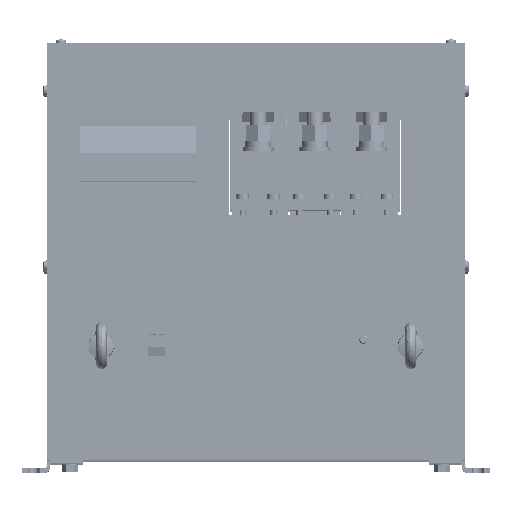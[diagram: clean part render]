
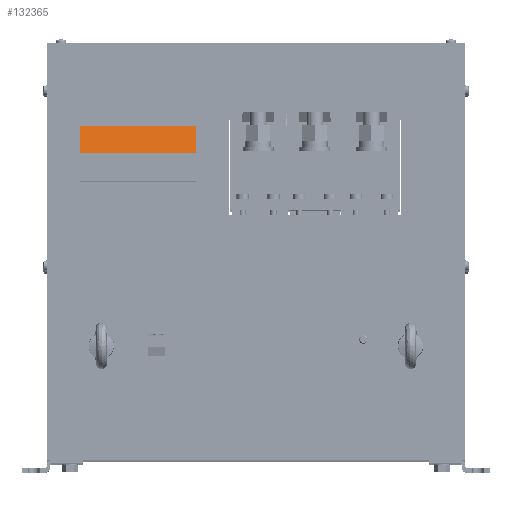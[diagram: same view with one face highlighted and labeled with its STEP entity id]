
A CAD part, top view. The second image highlights one B-rep face of the part: STEP entity #132365.
In plain terms, the highlighted planar face has unit normal (0, 0.259, 0.966).
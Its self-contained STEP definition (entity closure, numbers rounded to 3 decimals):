
#9172 = DIRECTION ( 'NONE',  ( 0., -0.259, -0.966 ) ) ;
#22709 = LINE ( 'NONE', #36360, #154999 ) ;
#22824 = EDGE_CURVE ( 'NONE', #202056, #46952, #232657, .T. ) ;
#28088 = PLANE ( 'NONE',  #53260 ) ;
#36360 = CARTESIAN_POINT ( 'NONE',  ( -133.2, 296.358, 578. ) ) ;
#43007 = DIRECTION ( 'NONE',  ( 0., 0.966, -0.259 ) ) ;
#43995 = DIRECTION ( 'NONE',  ( -1., 0., 0. ) ) ;
#46952 = VERTEX_POINT ( 'NONE', #151244 ) ;
#47039 = LINE ( 'NONE', #97438, #83330 ) ;
#50823 = CARTESIAN_POINT ( 'NONE',  ( -58., 296.358, 578. ) ) ;
#53260 = AXIS2_PLACEMENT_3D ( 'NONE', #169671, #9172, #225301 ) ;
#68751 = FACE_OUTER_BOUND ( 'NONE', #107393, .T. ) ;
#71807 = EDGE_CURVE ( 'NONE', #120582, #202056, #22709, .T. ) ;
#75675 = CARTESIAN_POINT ( 'NONE',  ( -170.8, 296.358, 578. ) ) ;
#83330 = VECTOR ( 'NONE', #43995, 1000. ) ;
#97438 = CARTESIAN_POINT ( 'NONE',  ( -133.2, 322.482, 571. ) ) ;
#100237 = CARTESIAN_POINT ( 'NONE',  ( -170.8, 296.358, 578. ) ) ;
#107393 = EDGE_LOOP ( 'NONE', ( #143717, #125654, #110379, #145992 ) ) ;
#110379 = ORIENTED_EDGE ( 'NONE', *, *, #221857, .T. ) ;
#112425 = CARTESIAN_POINT ( 'NONE',  ( -58., 322.482, 571. ) ) ;
#120582 = VERTEX_POINT ( 'NONE', #50823 ) ;
#123700 = VERTEX_POINT ( 'NONE', #112425 ) ;
#125654 = ORIENTED_EDGE ( 'NONE', *, *, #71807, .F. ) ;
#132365 = ADVANCED_FACE ( 'NONE', ( #68751 ), #28088, .F. ) ;
#139059 = LINE ( 'NONE', #150789, #167287 ) ;
#143717 = ORIENTED_EDGE ( 'NONE', *, *, #22824, .F. ) ;
#145679 = VECTOR ( 'NONE', #146589, 1000. ) ;
#145992 = ORIENTED_EDGE ( 'NONE', *, *, #173096, .T. ) ;
#146589 = DIRECTION ( 'NONE',  ( 0., 0.966, -0.259 ) ) ;
#150789 = CARTESIAN_POINT ( 'NONE',  ( -58., 296.358, 578. ) ) ;
#151244 = CARTESIAN_POINT ( 'NONE',  ( -170.8, 322.482, 571. ) ) ;
#154999 = VECTOR ( 'NONE', #214780, 1000. ) ;
#167287 = VECTOR ( 'NONE', #43007, 1000. ) ;
#169671 = CARTESIAN_POINT ( 'NONE',  ( -133.2, 322.482, 571. ) ) ;
#173096 = EDGE_CURVE ( 'NONE', #123700, #46952, #47039, .T. ) ;
#202056 = VERTEX_POINT ( 'NONE', #100237 ) ;
#214780 = DIRECTION ( 'NONE',  ( -1., 0., 0. ) ) ;
#221857 = EDGE_CURVE ( 'NONE', #120582, #123700, #139059, .T. ) ;
#225301 = DIRECTION ( 'NONE',  ( 0., 0.966, -0.259 ) ) ;
#232657 = LINE ( 'NONE', #75675, #145679 ) ;
